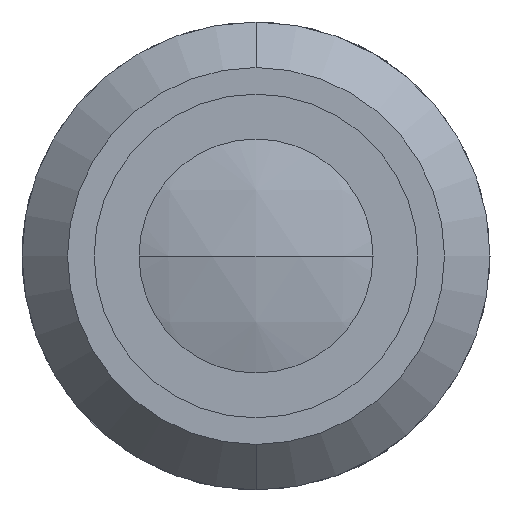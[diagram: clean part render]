
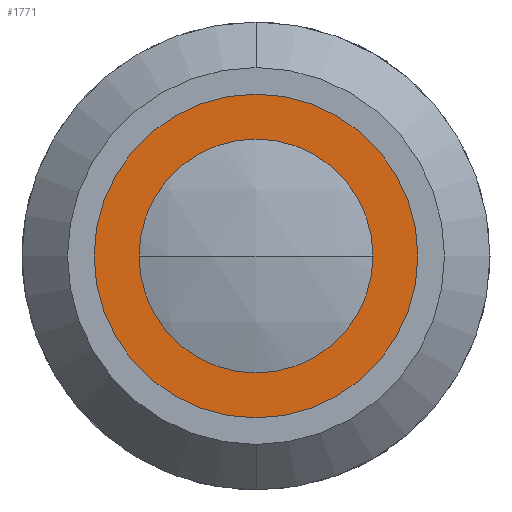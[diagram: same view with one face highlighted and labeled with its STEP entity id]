
A CAD part, left-side view. The second image highlights one B-rep face of the part: STEP entity #1771.
In plain terms, the highlighted planar face has unit normal (-1, 0, 0).
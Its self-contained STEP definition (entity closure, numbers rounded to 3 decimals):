
#127 = VERTEX_POINT ( 'NONE', #3276 ) ;
#141 = DIRECTION ( 'NONE',  ( 0., 0., 1. ) ) ;
#278 = ORIENTED_EDGE ( 'NONE', *, *, #4257, .T. ) ;
#353 = DIRECTION ( 'NONE',  ( 0., 0., 1. ) ) ;
#529 = CARTESIAN_POINT ( 'NONE',  ( 3.5, 0., 0. ) ) ;
#666 = VERTEX_POINT ( 'NONE', #4128 ) ;
#714 = DIRECTION ( 'NONE',  ( -1., 0., 0. ) ) ;
#934 = CIRCLE ( 'NONE', #3918, 9. ) ;
#935 = EDGE_LOOP ( 'NONE', ( #1237, #278 ) ) ;
#1029 = EDGE_CURVE ( 'NONE', #127, #2759, #3625, .T. ) ;
#1058 = DIRECTION ( 'NONE',  ( -1., 0., 0. ) ) ;
#1143 = VERTEX_POINT ( 'NONE', #2138 ) ;
#1158 = AXIS2_PLACEMENT_3D ( 'NONE', #529, #3165, #141 ) ;
#1237 = ORIENTED_EDGE ( 'NONE', *, *, #1029, .T. ) ;
#1417 = CARTESIAN_POINT ( 'NONE',  ( 3.5, 0., -13.2 ) ) ;
#1683 = AXIS2_PLACEMENT_3D ( 'NONE', #1986, #714, #353 ) ;
#1771 = ADVANCED_FACE ( 'NONE', ( #3830, #4063 ), #2453, .F. ) ;
#1792 = DIRECTION ( 'NONE',  ( 0., 0., 1. ) ) ;
#1986 = CARTESIAN_POINT ( 'NONE',  ( 3.5, 0., 0. ) ) ;
#2138 = CARTESIAN_POINT ( 'NONE',  ( 3.5, 0., -9. ) ) ;
#2182 = AXIS2_PLACEMENT_3D ( 'NONE', #2189, #3768, #2500 ) ;
#2189 = CARTESIAN_POINT ( 'NONE',  ( 3.5, 13.2, 0. ) ) ;
#2255 = EDGE_LOOP ( 'NONE', ( #3348, #2705 ) ) ;
#2403 = DIRECTION ( 'NONE',  ( 0., 0., 1. ) ) ;
#2420 = AXIS2_PLACEMENT_3D ( 'NONE', #3087, #1058, #2403 ) ;
#2453 = PLANE ( 'NONE',  #2182 ) ;
#2500 = DIRECTION ( 'NONE',  ( 0., 0., -1. ) ) ;
#2705 = ORIENTED_EDGE ( 'NONE', *, *, #3809, .F. ) ;
#2736 = EDGE_CURVE ( 'NONE', #666, #1143, #934, .T. ) ;
#2759 = VERTEX_POINT ( 'NONE', #1417 ) ;
#3087 = CARTESIAN_POINT ( 'NONE',  ( 3.5, 0., 0. ) ) ;
#3165 = DIRECTION ( 'NONE',  ( -1., 0., 0. ) ) ;
#3276 = CARTESIAN_POINT ( 'NONE',  ( 3.5, 0., 13.2 ) ) ;
#3348 = ORIENTED_EDGE ( 'NONE', *, *, #2736, .F. ) ;
#3444 = DIRECTION ( 'NONE',  ( -1., 0., 0. ) ) ;
#3521 = CIRCLE ( 'NONE', #1158, 13.2 ) ;
#3625 = CIRCLE ( 'NONE', #1683, 13.2 ) ;
#3768 = DIRECTION ( 'NONE',  ( 1., 0., 0. ) ) ;
#3809 = EDGE_CURVE ( 'NONE', #1143, #666, #4064, .T. ) ;
#3830 = FACE_BOUND ( 'NONE', #2255, .T. ) ;
#3918 = AXIS2_PLACEMENT_3D ( 'NONE', #4048, #3444, #1792 ) ;
#4048 = CARTESIAN_POINT ( 'NONE',  ( 3.5, 0., 0. ) ) ;
#4063 = FACE_OUTER_BOUND ( 'NONE', #935, .T. ) ;
#4064 = CIRCLE ( 'NONE', #2420, 9. ) ;
#4128 = CARTESIAN_POINT ( 'NONE',  ( 3.5, 0., 9. ) ) ;
#4257 = EDGE_CURVE ( 'NONE', #2759, #127, #3521, .T. ) ;
